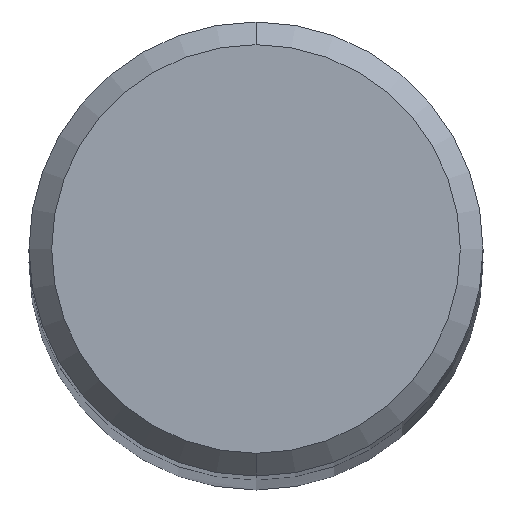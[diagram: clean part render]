
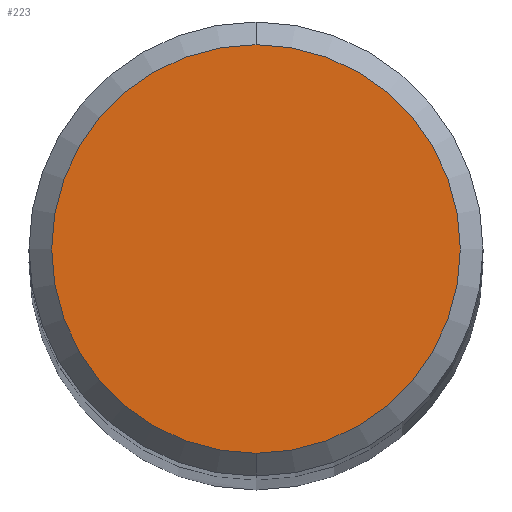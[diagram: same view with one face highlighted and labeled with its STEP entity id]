
A CAD part, top view. The second image highlights one B-rep face of the part: STEP entity #223.
In plain terms, the highlighted planar face has unit normal (0, 0, 1).
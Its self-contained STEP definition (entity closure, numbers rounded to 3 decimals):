
#223=ADVANCED_FACE('',(#489),#490,.T.);
#243=VERTEX_POINT('',#514);
#251=EDGE_CURVE('',#243,#365,#522,.T.);
#267=EDGE_CURVE('',#365,#243,#539,.T.);
#365=VERTEX_POINT('',#644);
#489=FACE_OUTER_BOUND('',#809,.T.);
#490=PLANE('',#810);
#514=CARTESIAN_POINT('',(0.0,5.4,58.0));
#522=CIRCLE('',#846,5.4);
#539=CIRCLE('',#866,5.4);
#644=CARTESIAN_POINT('',(0.,-5.4,58.0));
#809=EDGE_LOOP('',(#1358,#1359));
#810=AXIS2_PLACEMENT_3D('',#1360,#1361,#1362);
#846=AXIS2_PLACEMENT_3D('',#1415,#1416,#1417);
#866=AXIS2_PLACEMENT_3D('',#1432,#1433,#1434);
#1358=ORIENTED_EDGE('',*,*,#251,.F.);
#1359=ORIENTED_EDGE('',*,*,#267,.F.);
#1360=CARTESIAN_POINT('',(0.0,2.7,58.0));
#1361=DIRECTION('',(0.0,0.0,1.0));
#1362=DIRECTION('',(0.0,-1.0,0.0));
#1415=CARTESIAN_POINT('',(0.0,0.0,58.0));
#1416=DIRECTION('',(0.0,0.0,-1.0));
#1417=DIRECTION('',(0.0,1.0,0.0));
#1432=CARTESIAN_POINT('',(0.0,0.0,58.0));
#1433=DIRECTION('',(0.0,0.0,-1.0));
#1434=DIRECTION('',(0.0,1.0,0.0));
